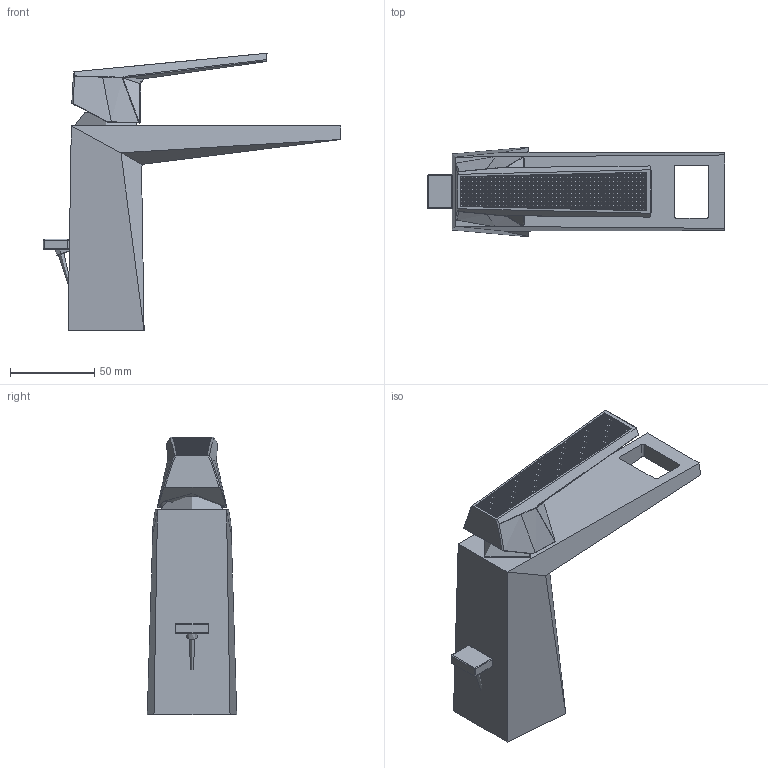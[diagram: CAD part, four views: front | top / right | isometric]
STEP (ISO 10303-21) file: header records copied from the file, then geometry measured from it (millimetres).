
FILE_DESCRIPTION(/* description */ ('Unknown'),/* implementation_level */ '2;1');
FILE_NAME(/* name */ '24397000',/* time_stamp */ '2022-11-03T12:55:51+01:00',/* author */ ('Unknown'),/* organization */ ('GROHE AG'),/* preprocessor_version */ 'ST-DEVELOPER v16.7',/* originating_system */ 'DEX',/* authorisation */ $);
FILE_SCHEMA (('AUTOMOTIVE_DESIGN {1 0 10303 214 3 1 1}'));
Products named in the file (6): 24397000; NONE; id9154; skin#437; square#9; TRIM REGION
Assembly tree (5 placements, depth 2):
  24397000
    NONE
    id9154
    skin#437
    square#9
    TRIM REGION
Bounding box: 175.98 x 52.91 x 164.2 mm (x, y, z)
Volume: 5023.2 mm3
Topology: 1 solids, 14 shells, 9285 faces, 19187 edges, 9900 vertices
Faces by surface type: plane 9150, cylinder 79, bspline 41, sphere 9, torus 6
Full cylindrical faces by diameter (mm): 0.6 x1, 2.459 x2, 3.45 x1
Entity records: 295130 total; most frequent: CARTESIAN_POINT 41154, ORIENTED_EDGE 38150, DIRECTION 37649, EDGE_CURVE 19175, LINE 18831, VECTOR 18831, VERTEX_POINT 9900, AXIS2_PLACEMENT_3D 9409
